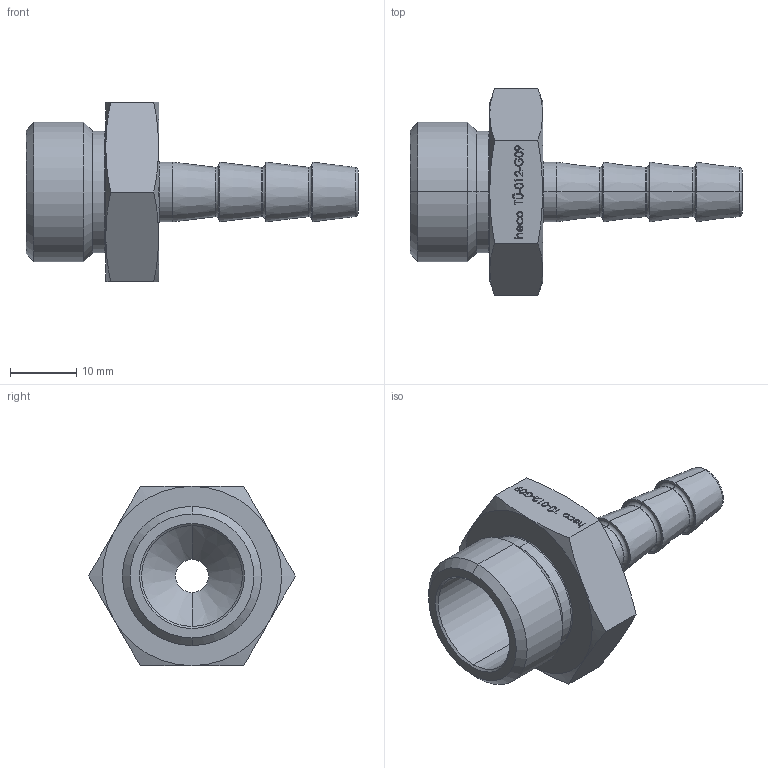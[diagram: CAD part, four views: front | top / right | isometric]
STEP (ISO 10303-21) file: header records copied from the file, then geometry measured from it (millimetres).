
FILE_DESCRIPTION (( 'STEP AP214' ), '1' );
FILE_NAME ('TÜ-012-G09-x Schlauchtülle 6Kt zyl 1806.STEP', '2018-06-04T13:05:15', ( '' ), ( '' ), 'SwSTEP 2.0', 'SolidWorks 2016', '' );
FILE_SCHEMA (( 'AUTOMOTIVE_DESIGN' ));
Length unit declared in the file: millimetre
Products named in the file (1): TÜ-012-G09-x Schlauchtülle 6Kt zyl 1806
Bounding box: 50 x 31.18 x 27 mm (x, y, z)
Volume: 6912.5 mm3; surface area: 4791.6 mm2
Topology: 1 solids, 1 shells, 245 faces, 598 edges, 378 vertices
Faces by surface type: bspline 92, plane 85, cone 36, torus 22, cylinder 10
Entity records: 14224 total; most frequent: CARTESIAN_POINT 7266, ORIENTED_EDGE 1196, DIRECTION 794, EDGE_CURVE 598, VERTEX_POINT 378, VECTOR 294, LINE 294, EDGE_LOOP 270
